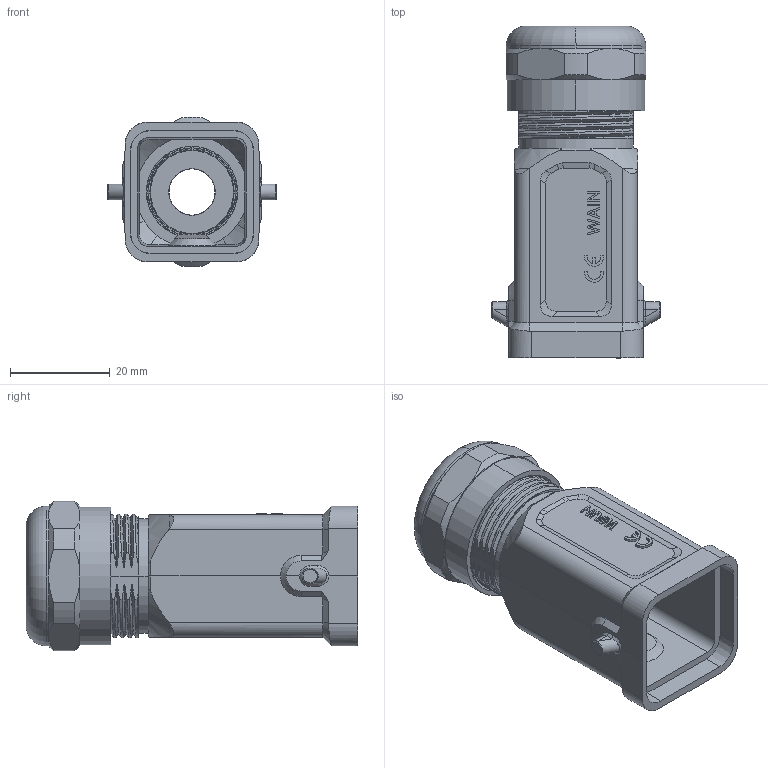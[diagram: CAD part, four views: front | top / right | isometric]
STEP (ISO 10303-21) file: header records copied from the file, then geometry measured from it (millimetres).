
FILE_DESCRIPTION(/* description */ (''),/* implementation_level */ '2;1');
FILE_NAME(/* name */ '3D_1106034101003_EMC.H3A-TE-2B-OM25_D6-12__V1.1.stp',/* time_stamp */ '2024-01-23T15:26:16+08:00',/* author */ (''),/* organization */ (''),/* preprocessor_version */ 'ST-DEVELOPER v18.1',/* originating_system */ 'SIEMENS PLM Software NX 1980',/* authorisation */ '');
FILE_SCHEMA (('AUTOMOTIVE_DESIGN { 1 0 10303 214 3 1 1 1 }'));
Length unit declared in the file: millimetre
Products named in the file (1): 3D_1106034101003_EMC.H3A-TE-2B-OM25_D6-12__V1.0_stp
Bounding box: 33.7 x 66.5 x 30 mm (x, y, z)
Volume: 16008.4 mm3; surface area: 16630.1 mm2
Topology: 1 solids, 1 shells, 441 faces, 1230 edges, 810 vertices
Faces by surface type: plane 220, cylinder 84, cone 70, bspline 46, torus 20, sphere 1
Entity records: 18364 total; most frequent: CARTESIAN_POINT 8010, ORIENTED_EDGE 2460, DIRECTION 1627, EDGE_CURVE 1230, VERTEX_POINT 810, AXIS2_PLACEMENT_3D 560, B_SPLINE_CURVE_WITH_KNOTS 553, LINE 507
